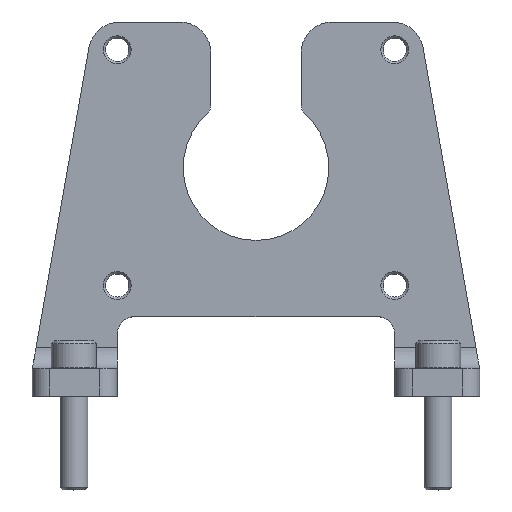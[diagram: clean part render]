
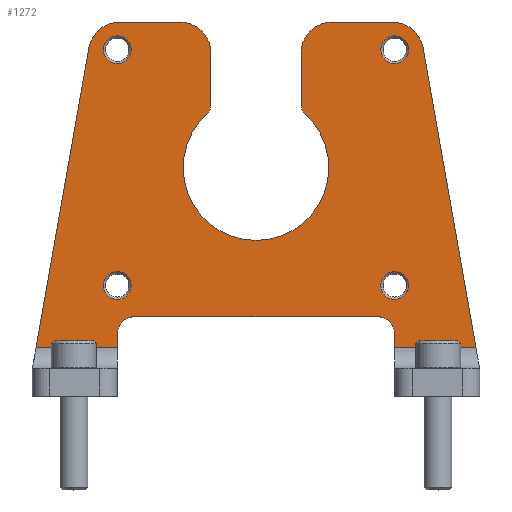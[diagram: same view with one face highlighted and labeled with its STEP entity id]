
A CAD part, top view. The second image highlights one B-rep face of the part: STEP entity #1272.
In plain terms, the highlighted planar face has unit normal (0, 0, 1).
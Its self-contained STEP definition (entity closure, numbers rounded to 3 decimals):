
#70=PLANE('',#1419);
#97=CIRCLE('',#1368,5.);
#99=CIRCLE('',#1372,5.);
#102=CIRCLE('',#1377,9.);
#104=CIRCLE('',#1381,9.);
#106=CIRCLE('',#1385,3.);
#108=CIRCLE('',#1388,21.);
#110=CIRCLE('',#1391,3.);
#112=CIRCLE('',#1395,9.);
#114=CIRCLE('',#1399,9.);
#128=CIRCLE('',#1420,4.);
#129=CIRCLE('',#1421,4.);
#130=CIRCLE('',#1422,4.);
#131=CIRCLE('',#1423,4.);
#177=LINE('',#1969,#261);
#192=LINE('',#2006,#276);
#198=LINE('',#2019,#282);
#200=LINE('',#2027,#284);
#207=LINE('',#2047,#291);
#210=LINE('',#2056,#294);
#214=LINE('',#2068,#298);
#220=LINE('',#2092,#304);
#224=LINE('',#2104,#308);
#231=LINE('',#2141,#315);
#232=LINE('',#2143,#316);
#261=VECTOR('',#1542,1000.);
#276=VECTOR('',#1569,1000.);
#282=VECTOR('',#1579,1000.);
#284=VECTOR('',#1589,1000.);
#291=VECTOR('',#1606,1000.);
#294=VECTOR('',#1617,1000.);
#298=VECTOR('',#1629,1000.);
#304=VECTOR('',#1655,1000.);
#308=VECTOR('',#1667,1000.);
#315=VECTOR('',#1714,1000.);
#316=VECTOR('',#1717,1000.);
#502=ORIENTED_EDGE('',*,*,#788,.T.);
#503=ORIENTED_EDGE('',*,*,#789,.T.);
#504=ORIENTED_EDGE('',*,*,#790,.T.);
#505=ORIENTED_EDGE('',*,*,#791,.T.);
#506=ORIENTED_EDGE('',*,*,#697,.T.);
#507=ORIENTED_EDGE('',*,*,#723,.F.);
#508=ORIENTED_EDGE('',*,*,#725,.T.);
#509=ORIENTED_EDGE('',*,*,#729,.F.);
#510=ORIENTED_EDGE('',*,*,#735,.T.);
#511=ORIENTED_EDGE('',*,*,#786,.F.);
#512=ORIENTED_EDGE('',*,*,#721,.T.);
#513=ORIENTED_EDGE('',*,*,#737,.T.);
#514=ORIENTED_EDGE('',*,*,#740,.T.);
#515=ORIENTED_EDGE('',*,*,#743,.T.);
#516=ORIENTED_EDGE('',*,*,#746,.T.);
#517=ORIENTED_EDGE('',*,*,#749,.T.);
#518=ORIENTED_EDGE('',*,*,#753,.F.);
#519=ORIENTED_EDGE('',*,*,#755,.T.);
#520=ORIENTED_EDGE('',*,*,#758,.T.);
#521=ORIENTED_EDGE('',*,*,#761,.T.);
#522=ORIENTED_EDGE('',*,*,#764,.T.);
#523=ORIENTED_EDGE('',*,*,#767,.T.);
#524=ORIENTED_EDGE('',*,*,#714,.T.);
#525=ORIENTED_EDGE('',*,*,#785,.F.);
#697=EDGE_CURVE('',#869,#868,#177,.T.);
#714=EDGE_CURVE('',#885,#883,#192,.T.);
#721=EDGE_CURVE('',#887,#889,#198,.T.);
#723=EDGE_CURVE('',#890,#868,#97,.T.);
#725=EDGE_CURVE('',#890,#892,#200,.T.);
#729=EDGE_CURVE('',#894,#892,#99,.T.);
#735=EDGE_CURVE('',#894,#899,#207,.T.);
#737=EDGE_CURVE('',#889,#900,#102,.T.);
#740=EDGE_CURVE('',#900,#902,#210,.T.);
#743=EDGE_CURVE('',#902,#904,#104,.T.);
#746=EDGE_CURVE('',#904,#906,#214,.T.);
#749=EDGE_CURVE('',#906,#908,#106,.T.);
#753=EDGE_CURVE('',#910,#908,#108,.T.);
#755=EDGE_CURVE('',#910,#912,#110,.T.);
#758=EDGE_CURVE('',#912,#914,#220,.T.);
#761=EDGE_CURVE('',#914,#916,#112,.T.);
#764=EDGE_CURVE('',#916,#918,#224,.T.);
#767=EDGE_CURVE('',#918,#885,#114,.T.);
#785=EDGE_CURVE('',#869,#883,#231,.T.);
#786=EDGE_CURVE('',#887,#899,#232,.T.);
#788=EDGE_CURVE('',#928,#928,#128,.T.);
#789=EDGE_CURVE('',#929,#929,#129,.T.);
#790=EDGE_CURVE('',#930,#930,#130,.T.);
#791=EDGE_CURVE('',#931,#931,#131,.T.);
#868=VERTEX_POINT('',#1968);
#869=VERTEX_POINT('',#1970);
#883=VERTEX_POINT('',#2004);
#885=VERTEX_POINT('',#2007);
#887=VERTEX_POINT('',#2014);
#889=VERTEX_POINT('',#2018);
#890=VERTEX_POINT('',#2022);
#892=VERTEX_POINT('',#2028);
#894=VERTEX_POINT('',#2034);
#899=VERTEX_POINT('',#2046);
#900=VERTEX_POINT('',#2051);
#902=VERTEX_POINT('',#2057);
#904=VERTEX_POINT('',#2063);
#906=VERTEX_POINT('',#2069);
#908=VERTEX_POINT('',#2075);
#910=VERTEX_POINT('',#2081);
#912=VERTEX_POINT('',#2087);
#914=VERTEX_POINT('',#2093);
#916=VERTEX_POINT('',#2099);
#918=VERTEX_POINT('',#2105);
#928=VERTEX_POINT('',#2147);
#929=VERTEX_POINT('',#2149);
#930=VERTEX_POINT('',#2151);
#931=VERTEX_POINT('',#2153);
#1014=EDGE_LOOP('',(#502));
#1015=EDGE_LOOP('',(#503));
#1016=EDGE_LOOP('',(#504));
#1017=EDGE_LOOP('',(#505));
#1018=EDGE_LOOP('',(#506,#507,#508,#509,#510,#511,#512,#513,#514,#515,#516,
#517,#518,#519,#520,#521,#522,#523,#524,#525));
#1132=FACE_BOUND('',#1014,.T.);
#1133=FACE_BOUND('',#1015,.T.);
#1134=FACE_BOUND('',#1016,.T.);
#1135=FACE_BOUND('',#1017,.T.);
#1136=FACE_BOUND('',#1018,.T.);
#1272=ADVANCED_FACE('',(#1132,#1133,#1134,#1135,#1136),#70,.T.);
#1368=AXIS2_PLACEMENT_3D('',#2024,#1583,#1584);
#1372=AXIS2_PLACEMENT_3D('',#2036,#1595,#1596);
#1377=AXIS2_PLACEMENT_3D('',#2050,#1610,#1611);
#1381=AXIS2_PLACEMENT_3D('',#2062,#1622,#1623);
#1385=AXIS2_PLACEMENT_3D('',#2074,#1634,#1635);
#1388=AXIS2_PLACEMENT_3D('',#2083,#1642,#1643);
#1391=AXIS2_PLACEMENT_3D('',#2086,#1648,#1649);
#1395=AXIS2_PLACEMENT_3D('',#2098,#1660,#1661);
#1399=AXIS2_PLACEMENT_3D('',#2110,#1672,#1673);
#1419=AXIS2_PLACEMENT_3D('',#2145,#1719,#1720);
#1420=AXIS2_PLACEMENT_3D('',#2146,#1721,#1722);
#1421=AXIS2_PLACEMENT_3D('',#2148,#1723,#1724);
#1422=AXIS2_PLACEMENT_3D('',#2150,#1725,#1726);
#1423=AXIS2_PLACEMENT_3D('',#2152,#1727,#1728);
#1542=DIRECTION('',(0.,1.,0.));
#1569=DIRECTION('',(-0.174,-0.985,0.));
#1579=DIRECTION('',(-0.174,0.985,0.));
#1583=DIRECTION('',(0.,0.,1.));
#1584=DIRECTION('',(1.,0.,0.));
#1589=DIRECTION('',(1.,0.,0.));
#1595=DIRECTION('',(0.,0.,1.));
#1596=DIRECTION('',(1.,0.,0.));
#1606=DIRECTION('',(0.,-1.,0.));
#1610=DIRECTION('',(0.,0.,1.));
#1611=DIRECTION('',(1.,0.,0.));
#1617=DIRECTION('',(-1.,0.,0.));
#1622=DIRECTION('',(0.,0.,1.));
#1623=DIRECTION('',(1.,0.,0.));
#1629=DIRECTION('',(0.,-1.,0.));
#1634=DIRECTION('',(0.,0.,1.));
#1635=DIRECTION('',(1.,0.,0.));
#1642=DIRECTION('',(0.,0.,1.));
#1643=DIRECTION('',(1.,0.,0.));
#1648=DIRECTION('',(0.,0.,1.));
#1649=DIRECTION('',(1.,0.,0.));
#1655=DIRECTION('',(0.,1.,0.));
#1660=DIRECTION('',(0.,0.,1.));
#1661=DIRECTION('',(1.,0.,0.));
#1667=DIRECTION('',(-1.,0.,0.));
#1672=DIRECTION('',(0.,0.,1.));
#1673=DIRECTION('',(1.,0.,0.));
#1714=DIRECTION('',(-1.,0.,0.));
#1717=DIRECTION('',(-1.,0.,0.));
#1719=DIRECTION('',(0.,0.,1.));
#1720=DIRECTION('',(1.,0.,0.));
#1721=DIRECTION('',(0.,0.,-1.));
#1722=DIRECTION('',(-1.,0.,0.));
#1723=DIRECTION('',(0.,0.,-1.));
#1724=DIRECTION('',(-1.,0.,0.));
#1725=DIRECTION('',(0.,0.,-1.));
#1726=DIRECTION('',(-1.,0.,0.));
#1727=DIRECTION('',(0.,0.,-1.));
#1728=DIRECTION('',(-1.,0.,0.));
#1968=CARTESIAN_POINT('',(-40.,18.,8.));
#1969=CARTESIAN_POINT('',(-40.,0.,8.));
#1970=CARTESIAN_POINT('',(-40.,14.,8.));
#2004=CARTESIAN_POINT('',(-63.442,14.,8.));
#2006=CARTESIAN_POINT('',(-48.179,100.563,8.));
#2007=CARTESIAN_POINT('',(-48.179,100.563,8.));
#2014=CARTESIAN_POINT('',(63.442,14.,8.));
#2018=CARTESIAN_POINT('',(48.179,100.563,8.));
#2019=CARTESIAN_POINT('',(64.5,8.,8.));
#2022=CARTESIAN_POINT('',(-35.,23.,8.));
#2024=CARTESIAN_POINT('',(-35.,18.,8.));
#2027=CARTESIAN_POINT('',(-35.,23.,8.));
#2028=CARTESIAN_POINT('',(35.,23.,8.));
#2034=CARTESIAN_POINT('',(40.,18.,8.));
#2036=CARTESIAN_POINT('',(35.,18.,8.));
#2046=CARTESIAN_POINT('',(40.,14.,8.));
#2047=CARTESIAN_POINT('',(40.,18.,8.));
#2050=CARTESIAN_POINT('',(39.315,99.,8.));
#2051=CARTESIAN_POINT('',(39.315,108.,8.));
#2056=CARTESIAN_POINT('',(39.315,108.,8.));
#2057=CARTESIAN_POINT('',(22.,108.,8.));
#2062=CARTESIAN_POINT('',(22.,99.,8.));
#2063=CARTESIAN_POINT('',(13.,99.,8.));
#2068=CARTESIAN_POINT('',(13.,99.,8.));
#2069=CARTESIAN_POINT('',(13.,83.889,8.));
#2074=CARTESIAN_POINT('',(16.,83.889,8.));
#2075=CARTESIAN_POINT('',(14.,81.652,8.));
#2081=CARTESIAN_POINT('',(-14.,81.652,8.));
#2083=CARTESIAN_POINT('',(0.,66.,8.));
#2086=CARTESIAN_POINT('',(-16.,83.889,8.));
#2087=CARTESIAN_POINT('',(-13.,83.889,8.));
#2092=CARTESIAN_POINT('',(-13.,83.889,8.));
#2093=CARTESIAN_POINT('',(-13.,99.,8.));
#2098=CARTESIAN_POINT('',(-22.,99.,8.));
#2099=CARTESIAN_POINT('',(-22.,108.,8.));
#2104=CARTESIAN_POINT('',(-22.,108.,8.));
#2105=CARTESIAN_POINT('',(-39.315,108.,8.));
#2110=CARTESIAN_POINT('',(-39.315,99.,8.));
#2141=CARTESIAN_POINT('',(129.,14.,8.));
#2143=CARTESIAN_POINT('',(129.,14.,8.));
#2145=CARTESIAN_POINT('',(129.,14.,8.));
#2146=CARTESIAN_POINT('',(40.,100.,8.));
#2147=CARTESIAN_POINT('',(36.,100.,8.));
#2148=CARTESIAN_POINT('',(40.,32.,8.));
#2149=CARTESIAN_POINT('',(36.,32.,8.));
#2150=CARTESIAN_POINT('',(-40.,100.,8.));
#2151=CARTESIAN_POINT('',(-44.,100.,8.));
#2152=CARTESIAN_POINT('',(-40.,32.,8.));
#2153=CARTESIAN_POINT('',(-44.,32.,8.));
